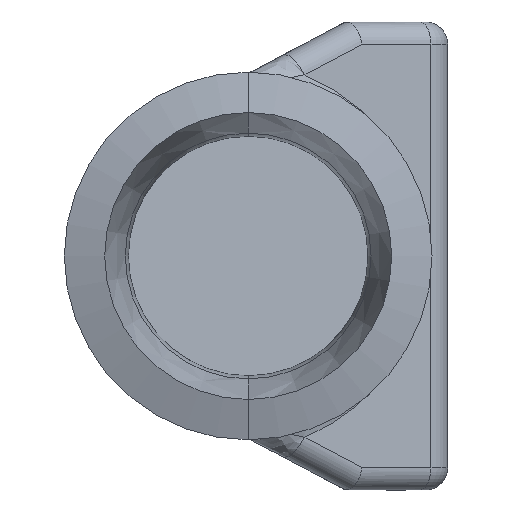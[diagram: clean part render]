
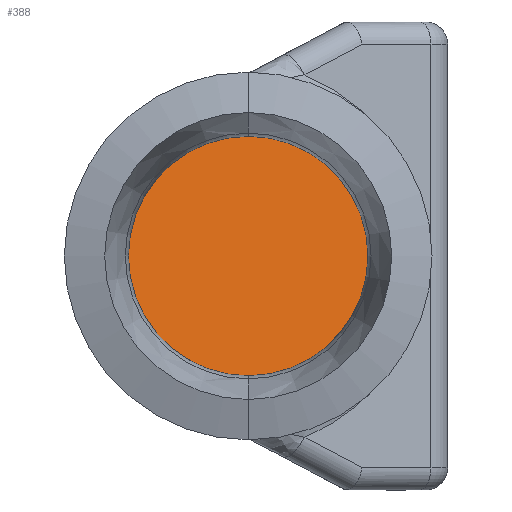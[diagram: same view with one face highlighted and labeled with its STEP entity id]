
A CAD part, left-side view. The second image highlights one B-rep face of the part: STEP entity #388.
In plain terms, the highlighted planar face has unit normal (-0.866, -0.5, 0).
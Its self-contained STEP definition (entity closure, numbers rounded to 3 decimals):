
#88 = AXIS2_PLACEMENT_3D ( 'NONE', #676, #1546, #787 ) ;
#170 = CARTESIAN_POINT ( 'NONE',  ( 96.594, -21.5, 10.75 ) ) ;
#388 = ADVANCED_FACE ( 'NONE', ( #1570 ), #1554, .T. ) ;
#615 = ORIENTED_EDGE ( 'NONE', *, *, #1456, .T. ) ;
#622 = CARTESIAN_POINT ( 'NONE',  ( 84.181, 0., -10.75 ) ) ;
#630 = CARTESIAN_POINT ( 'NONE',  ( 84.181, 0., 10.75 ) ) ;
#676 = CARTESIAN_POINT ( 'NONE',  ( 93.938, -16.9, -60.755 ) ) ;
#751 = EDGE_LOOP ( 'NONE', ( #1015, #615 ) ) ;
#787 = DIRECTION ( 'NONE',  ( 0.5, -0.866, 0. ) ) ;
#837 =( BOUNDED_CURVE ( )  B_SPLINE_CURVE ( 3, ( #1290, #1525, #170, #1414 ),
 .UNSPECIFIED., .F., .T. ) 
 B_SPLINE_CURVE_WITH_KNOTS ( ( 4, 4 ),
 ( 1.571, 4.712 ),
 .UNSPECIFIED. ) 
 CURVE ( )  GEOMETRIC_REPRESENTATION_ITEM ( )  RATIONAL_B_SPLINE_CURVE ( ( 1., 0.333, 0.333, 1. ) ) 
 REPRESENTATION_ITEM ( '' )  );
#1010 = CARTESIAN_POINT ( 'NONE',  ( 71.768, 21.5, 10.75 ) ) ;
#1015 = ORIENTED_EDGE ( 'NONE', *, *, #1031, .T. ) ;
#1031 = EDGE_CURVE ( 'NONE', #1165, #1611, #1555, .T. ) ;
#1146 = CARTESIAN_POINT ( 'NONE',  ( 84.181, 0., 10.75 ) ) ;
#1165 = VERTEX_POINT ( 'NONE', #1146 ) ;
#1252 = CARTESIAN_POINT ( 'NONE',  ( 84.181, 0., -10.75 ) ) ;
#1290 = CARTESIAN_POINT ( 'NONE',  ( 84.181, 0., -10.75 ) ) ;
#1414 = CARTESIAN_POINT ( 'NONE',  ( 84.181, 0., 10.75 ) ) ;
#1456 = EDGE_CURVE ( 'NONE', #1611, #1165, #837, .T. ) ;
#1510 = CARTESIAN_POINT ( 'NONE',  ( 71.768, 21.5, -10.75 ) ) ;
#1525 = CARTESIAN_POINT ( 'NONE',  ( 96.594, -21.5, -10.75 ) ) ;
#1546 = DIRECTION ( 'NONE',  ( -0.866, -0.5, 0. ) ) ;
#1554 = PLANE ( 'NONE',  #88 ) ;
#1555 =( BOUNDED_CURVE ( )  B_SPLINE_CURVE ( 3, ( #630, #1010, #1510, #622 ),
 .UNSPECIFIED., .F., .T. ) 
 B_SPLINE_CURVE_WITH_KNOTS ( ( 4, 4 ),
 ( 4.712, 7.854 ),
 .UNSPECIFIED. ) 
 CURVE ( )  GEOMETRIC_REPRESENTATION_ITEM ( )  RATIONAL_B_SPLINE_CURVE ( ( 1., 0.333, 0.333, 1. ) ) 
 REPRESENTATION_ITEM ( '' )  );
#1570 = FACE_OUTER_BOUND ( 'NONE', #751, .T. ) ;
#1611 = VERTEX_POINT ( 'NONE', #1252 ) ;
